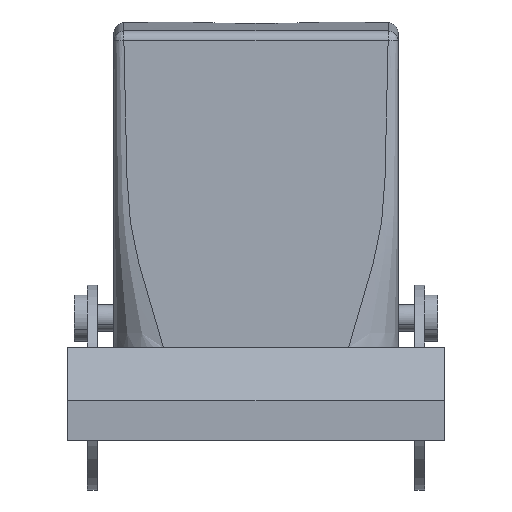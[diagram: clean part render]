
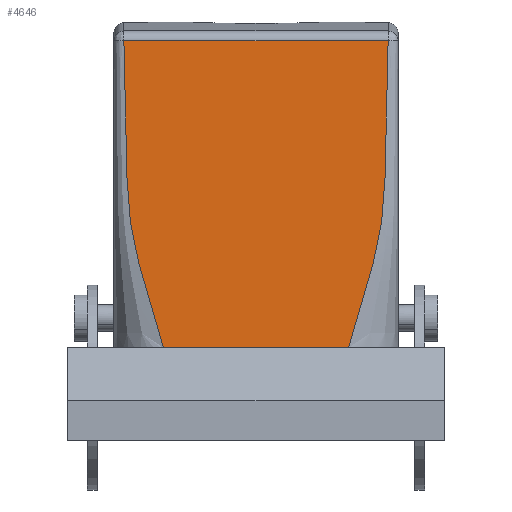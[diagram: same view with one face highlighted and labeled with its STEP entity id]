
A CAD part, front view. The second image highlights one B-rep face of the part: STEP entity #4646.
In plain terms, the highlighted planar face has unit normal (0, -1, 0.013).
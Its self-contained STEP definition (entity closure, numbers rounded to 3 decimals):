
#4580=AXIS2_PLACEMENT_3D('Plane Axis2P3D',#4577,#4578,#4579) ;
#40=CARTESIAN_POINT('Vertex',(42.5,18.,21.5)) ;
#112=CARTESIAN_POINT('Vertex',(14.5,18.,21.5)) ;
#122=CARTESIAN_POINT('Line Origine',(28.5,18.,21.5)) ;
#4126=CARTESIAN_POINT('Vertex',(8.51,18.608,67.966)) ;
#4129=CARTESIAN_POINT('Line Origine',(17.715,18.608,67.966)) ;
#4133=CARTESIAN_POINT('Vertex',(48.49,18.608,67.966)) ;
#4577=CARTESIAN_POINT('Axis2P3D Location',(28.5,19.046,101.415)) ;
#4583=CARTESIAN_POINT('Control Point',(8.51,18.608,67.966)) ;
#4584=CARTESIAN_POINT('Control Point',(8.521,18.592,66.742)) ;
#4585=CARTESIAN_POINT('Control Point',(8.534,18.576,65.535)) ;
#4586=CARTESIAN_POINT('Control Point',(8.55,18.561,64.337)) ;
#4587=CARTESIAN_POINT('Control Point',(8.595,18.523,61.448)) ;
#4588=CARTESIAN_POINT('Control Point',(8.655,18.485,58.558)) ;
#4589=CARTESIAN_POINT('Control Point',(8.694,18.464,56.91)) ;
#4590=CARTESIAN_POINT('Control Point',(8.755,18.431,54.44)) ;
#4591=CARTESIAN_POINT('Control Point',(8.825,18.399,51.971)) ;
#4592=CARTESIAN_POINT('Control Point',(8.849,18.388,51.15)) ;
#4593=CARTESIAN_POINT('Control Point',(8.887,18.372,49.919)) ;
#4594=CARTESIAN_POINT('Control Point',(8.929,18.356,48.688)) ;
#4595=CARTESIAN_POINT('Control Point',(8.944,18.351,48.277)) ;
#4596=CARTESIAN_POINT('Control Point',(8.974,18.34,47.456)) ;
#4597=CARTESIAN_POINT('Control Point',(9.007,18.329,46.635)) ;
#4598=CARTESIAN_POINT('Control Point',(9.023,18.324,46.225)) ;
#4599=CARTESIAN_POINT('Control Point',(9.123,18.295,44.024)) ;
#4600=CARTESIAN_POINT('Control Point',(9.286,18.266,41.825)) ;
#4601=CARTESIAN_POINT('Control Point',(9.514,18.243,40.042)) ;
#4602=CARTESIAN_POINT('Control Point',(10.302,18.186,35.678)) ;
#4603=CARTESIAN_POINT('Control Point',(11.521,18.129,31.376)) ;
#4604=CARTESIAN_POINT('Control Point',(12.337,18.096,28.831)) ;
#4605=CARTESIAN_POINT('Control Point',(13.256,18.057,25.843)) ;
#4606=CARTESIAN_POINT('Control Point',(14.12,18.018,22.845)) ;
#4607=CARTESIAN_POINT('Control Point',(14.248,18.012,22.397)) ;
#4608=CARTESIAN_POINT('Control Point',(14.374,18.006,21.949)) ;
#4609=CARTESIAN_POINT('Control Point',(14.5,18.,21.5)) ;
#4612=CARTESIAN_POINT('Control Point',(48.49,18.608,67.966)) ;
#4613=CARTESIAN_POINT('Control Point',(48.479,18.592,66.742)) ;
#4614=CARTESIAN_POINT('Control Point',(48.466,18.576,65.535)) ;
#4615=CARTESIAN_POINT('Control Point',(48.45,18.561,64.337)) ;
#4616=CARTESIAN_POINT('Control Point',(48.405,18.523,61.448)) ;
#4617=CARTESIAN_POINT('Control Point',(48.345,18.485,58.558)) ;
#4618=CARTESIAN_POINT('Control Point',(48.306,18.464,56.91)) ;
#4619=CARTESIAN_POINT('Control Point',(48.245,18.431,54.44)) ;
#4620=CARTESIAN_POINT('Control Point',(48.175,18.399,51.971)) ;
#4621=CARTESIAN_POINT('Control Point',(48.151,18.388,51.15)) ;
#4622=CARTESIAN_POINT('Control Point',(48.113,18.372,49.919)) ;
#4623=CARTESIAN_POINT('Control Point',(48.071,18.356,48.688)) ;
#4624=CARTESIAN_POINT('Control Point',(48.056,18.351,48.277)) ;
#4625=CARTESIAN_POINT('Control Point',(48.026,18.34,47.456)) ;
#4626=CARTESIAN_POINT('Control Point',(47.993,18.329,46.635)) ;
#4627=CARTESIAN_POINT('Control Point',(47.977,18.324,46.225)) ;
#4628=CARTESIAN_POINT('Control Point',(47.877,18.295,44.024)) ;
#4629=CARTESIAN_POINT('Control Point',(47.714,18.266,41.825)) ;
#4630=CARTESIAN_POINT('Control Point',(47.486,18.243,40.042)) ;
#4631=CARTESIAN_POINT('Control Point',(46.698,18.186,35.678)) ;
#4632=CARTESIAN_POINT('Control Point',(45.479,18.129,31.376)) ;
#4633=CARTESIAN_POINT('Control Point',(44.663,18.096,28.831)) ;
#4634=CARTESIAN_POINT('Control Point',(43.744,18.057,25.843)) ;
#4635=CARTESIAN_POINT('Control Point',(42.88,18.018,22.845)) ;
#4636=CARTESIAN_POINT('Control Point',(42.752,18.012,22.397)) ;
#4637=CARTESIAN_POINT('Control Point',(42.626,18.006,21.949)) ;
#4638=CARTESIAN_POINT('Control Point',(42.5,18.,21.5)) ;
#123=DIRECTION('Vector Direction',(-1.,0.,0.)) ;
#4130=DIRECTION('Vector Direction',(1.,0.,0.)) ;
#4578=DIRECTION('Axis2P3D Direction',(0.,-1.,0.013)) ;
#4579=DIRECTION('Axis2P3D XDirection',(-1.,0.,0.)) ;
#124=VECTOR('Line Direction',#123,1.) ;
#4131=VECTOR('Line Direction',#4130,1.) ;
#4641=ORIENTED_EDGE('',*,*,#4610,.F.) ;
#4642=ORIENTED_EDGE('',*,*,#126,.T.) ;
#4643=ORIENTED_EDGE('',*,*,#4639,.T.) ;
#4644=ORIENTED_EDGE('',*,*,#4135,.F.) ;
#4646=ADVANCED_FACE('Hauptk\X2\00F6\X0\rper',(#4645),#4581,.T.) ;
#4582=B_SPLINE_CURVE_WITH_KNOTS('',5,(#4583,#4584,#4585,#4586,#4587,#4588,#4589,#4590,#4591,#4592,#4593,#4594,#4595,#4596,#4597,#4598,#4599,#4600,#4601,#4602,#4603,#4604,#4605,#4606,#4607,#4608,#4609),.UNSPECIFIED.,.F.,.U.,(6,3,3,3,3,3,3,3,6),(23.321,34.073,48.351,55.464,59.02,62.576,78.098,100.768,104.776),.UNSPECIFIED.) ;
#4611=B_SPLINE_CURVE_WITH_KNOTS('',5,(#4612,#4613,#4614,#4615,#4616,#4617,#4618,#4619,#4620,#4621,#4622,#4623,#4624,#4625,#4626,#4627,#4628,#4629,#4630,#4631,#4632,#4633,#4634,#4635,#4636,#4637,#4638),.UNSPECIFIED.,.F.,.U.,(6,3,3,3,3,3,3,3,6),(23.321,34.073,48.351,55.464,59.02,62.576,78.098,100.768,104.776),.UNSPECIFIED.) ;
#126=EDGE_CURVE('',#113,#41,#125,.F.) ;
#4135=EDGE_CURVE('',#4127,#4134,#4132,.T.) ;
#4610=EDGE_CURVE('',#113,#4127,#4582,.F.) ;
#4639=EDGE_CURVE('',#41,#4134,#4611,.F.) ;
#4640=EDGE_LOOP('',(#4641,#4642,#4643,#4644)) ;
#4645=FACE_OUTER_BOUND('',#4640,.T.) ;
#125=LINE('Line',#122,#124) ;
#4132=LINE('Line',#4129,#4131) ;
#4581=PLANE('',#4580) ;
#41=VERTEX_POINT('',#40) ;
#113=VERTEX_POINT('',#112) ;
#4127=VERTEX_POINT('',#4126) ;
#4134=VERTEX_POINT('',#4133) ;
